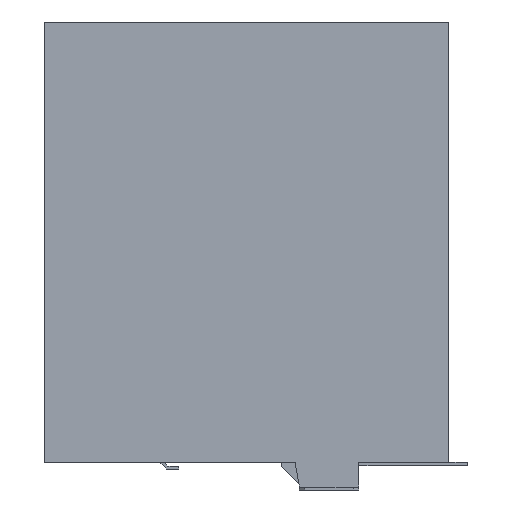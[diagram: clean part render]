
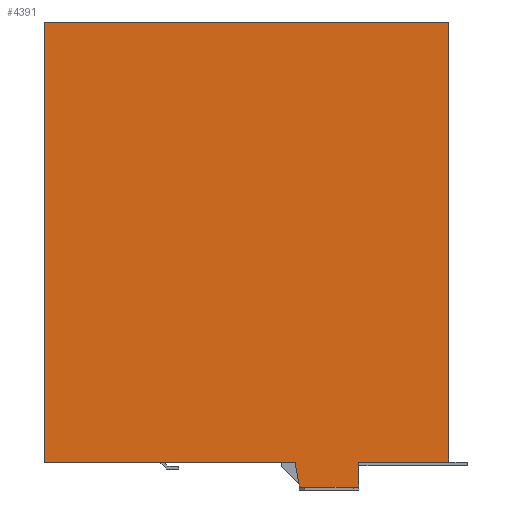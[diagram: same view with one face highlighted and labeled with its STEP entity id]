
A CAD part, left-side view. The second image highlights one B-rep face of the part: STEP entity #4391.
In plain terms, the highlighted planar face has unit normal (-1, 0, 0).
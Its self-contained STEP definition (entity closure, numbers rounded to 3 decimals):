
#58 = EDGE_CURVE ( 'NONE', #4632, #3957, #1740, .T. ) ;
#64 = DIRECTION ( 'NONE',  ( 0., 1., 0. ) ) ;
#125 = DIRECTION ( 'NONE',  ( -1., 0., 0. ) ) ;
#137 = ORIENTED_EDGE ( 'NONE', *, *, #4698, .F. ) ;
#161 = LINE ( 'NONE', #801, #3151 ) ;
#555 = CARTESIAN_POINT ( 'NONE',  ( -22.5, -30.45, -59.9 ) ) ;
#579 = LINE ( 'NONE', #2969, #1824 ) ;
#792 = FACE_OUTER_BOUND ( 'NONE', #5437, .T. ) ;
#801 = CARTESIAN_POINT ( 'NONE',  ( -22.5, -55., -59.9 ) ) ;
#872 = CARTESIAN_POINT ( 'NONE',  ( -22.5, -30.45, -59.9 ) ) ;
#884 = VERTEX_POINT ( 'NONE', #872 ) ;
#951 = DIRECTION ( 'NONE',  ( 0., 0., 1. ) ) ;
#976 = LINE ( 'NONE', #2727, #4550 ) ;
#1081 = EDGE_CURVE ( 'NONE', #5459, #3957, #976, .T. ) ;
#1112 = EDGE_CURVE ( 'NONE', #5459, #884, #4131, .T. ) ;
#1334 = VERTEX_POINT ( 'NONE', #4236 ) ;
#1481 = ORIENTED_EDGE ( 'NONE', *, *, #58, .T. ) ;
#1520 = VERTEX_POINT ( 'NONE', #3097 ) ;
#1601 = ORIENTED_EDGE ( 'NONE', *, *, #3005, .F. ) ;
#1740 = LINE ( 'NONE', #4837, #5651 ) ;
#1746 = CARTESIAN_POINT ( 'NONE',  ( -22.5, -55., 59.9 ) ) ;
#1802 = DIRECTION ( 'NONE',  ( 0., 1., 0. ) ) ;
#1824 = VECTOR ( 'NONE', #4316, 1000. ) ;
#1834 = VECTOR ( 'NONE', #1802, 1000. ) ;
#1909 = VECTOR ( 'NONE', #2355, 1000. ) ;
#2349 = ORIENTED_EDGE ( 'NONE', *, *, #1112, .T. ) ;
#2355 = DIRECTION ( 'NONE',  ( 0., 0., -1. ) ) ;
#2414 = DIRECTION ( 'NONE',  ( 0., 0., 1. ) ) ;
#2697 = CARTESIAN_POINT ( 'NONE',  ( -22.5, -30.45, -66.658 ) ) ;
#2727 = CARTESIAN_POINT ( 'NONE',  ( -22.5, 0., -66.658 ) ) ;
#2821 = VERTEX_POINT ( 'NONE', #4514 ) ;
#2886 = AXIS2_PLACEMENT_3D ( 'NONE', #5416, #125, #2414 ) ;
#2969 = CARTESIAN_POINT ( 'NONE',  ( -22.5, 55., 59.9 ) ) ;
#3005 = EDGE_CURVE ( 'NONE', #5679, #2821, #3574, .T. ) ;
#3097 = CARTESIAN_POINT ( 'NONE',  ( -22.5, 55., -59.9 ) ) ;
#3109 = VECTOR ( 'NONE', #951, 1000. ) ;
#3151 = VECTOR ( 'NONE', #4025, 1000. ) ;
#3289 = CARTESIAN_POINT ( 'NONE',  ( -22.5, -55., 59.9 ) ) ;
#3418 = LINE ( 'NONE', #1746, #3489 ) ;
#3489 = VECTOR ( 'NONE', #5672, 1000. ) ;
#3574 = LINE ( 'NONE', #3289, #1909 ) ;
#3957 = VERTEX_POINT ( 'NONE', #4787 ) ;
#3974 = ORIENTED_EDGE ( 'NONE', *, *, #4165, .F. ) ;
#4016 = ORIENTED_EDGE ( 'NONE', *, *, #1081, .F. ) ;
#4025 = DIRECTION ( 'NONE',  ( 0., 1., 0. ) ) ;
#4131 = LINE ( 'NONE', #555, #3109 ) ;
#4165 = EDGE_CURVE ( 'NONE', #4632, #1520, #4932, .T. ) ;
#4236 = CARTESIAN_POINT ( 'NONE',  ( -22.5, 55., 59.9 ) ) ;
#4314 = ORIENTED_EDGE ( 'NONE', *, *, #5404, .F. ) ;
#4316 = DIRECTION ( 'NONE',  ( 0., 0., 1. ) ) ;
#4391 = ADVANCED_FACE ( 'NONE', ( #792 ), #4606, .T. ) ;
#4446 = CARTESIAN_POINT ( 'NONE',  ( -22.5, -55., -59.9 ) ) ;
#4514 = CARTESIAN_POINT ( 'NONE',  ( -22.5, -55., -59.9 ) ) ;
#4550 = VECTOR ( 'NONE', #64, 1000. ) ;
#4606 = PLANE ( 'NONE',  #2886 ) ;
#4632 = VERTEX_POINT ( 'NONE', #5608 ) ;
#4698 = EDGE_CURVE ( 'NONE', #1520, #1334, #579, .T. ) ;
#4787 = CARTESIAN_POINT ( 'NONE',  ( -22.5, -14.36, -66.658 ) ) ;
#4837 = CARTESIAN_POINT ( 'NONE',  ( -22.5, -14.501, -67.458 ) ) ;
#4877 = ORIENTED_EDGE ( 'NONE', *, *, #5676, .F. ) ;
#4932 = LINE ( 'NONE', #4446, #1834 ) ;
#5207 = CARTESIAN_POINT ( 'NONE',  ( -22.5, -55., 59.9 ) ) ;
#5404 = EDGE_CURVE ( 'NONE', #2821, #884, #161, .T. ) ;
#5416 = CARTESIAN_POINT ( 'NONE',  ( -22.5, 0., 0. ) ) ;
#5437 = EDGE_LOOP ( 'NONE', ( #4016, #2349, #4314, #1601, #4877, #137, #3974, #1481 ) ) ;
#5459 = VERTEX_POINT ( 'NONE', #2697 ) ;
#5608 = CARTESIAN_POINT ( 'NONE',  ( -22.5, -13.169, -59.9 ) ) ;
#5651 = VECTOR ( 'NONE', #5663, 1000. ) ;
#5663 = DIRECTION ( 'NONE',  ( 0., -0.174, -0.985 ) ) ;
#5672 = DIRECTION ( 'NONE',  ( 0., -1., 0. ) ) ;
#5676 = EDGE_CURVE ( 'NONE', #1334, #5679, #3418, .T. ) ;
#5679 = VERTEX_POINT ( 'NONE', #5207 ) ;
